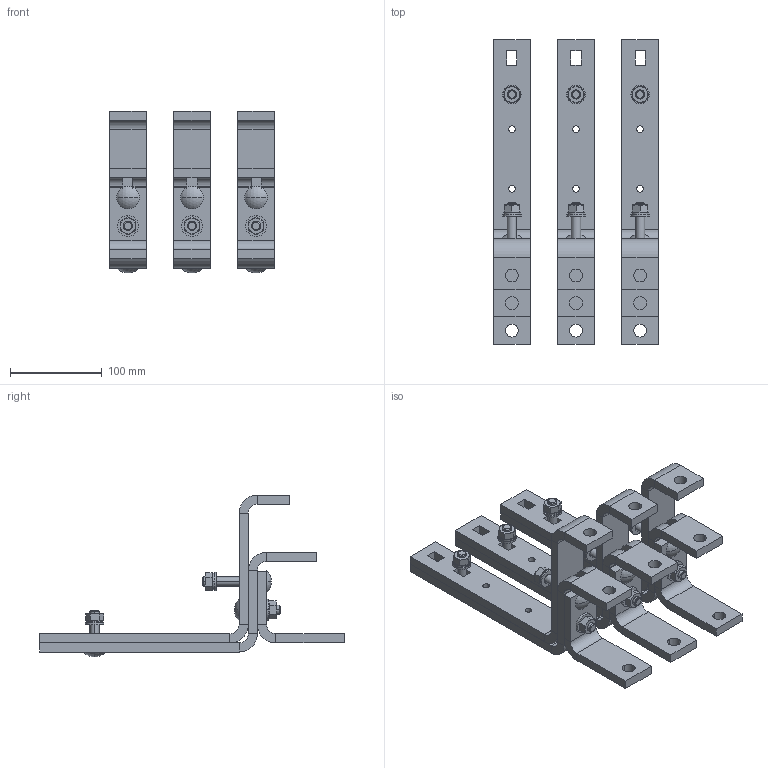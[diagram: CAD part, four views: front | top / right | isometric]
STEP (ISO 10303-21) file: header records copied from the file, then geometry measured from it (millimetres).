
FILE_DESCRIPTION(('STEP AP214'),'1');
FILE_NAME('cctmp_0956E9A2-9AD9-499C-AED2-5EC0351AF3CA_2024_05_23_13_31_41_0643..stp','2024-05-23T11:31:42',('SIEMENS A&D'),('CADClick - www.CADClick.com'),'Spatial InterOp 3D',' ','unknown authorization');
FILE_SCHEMA(('AUTOMOTIVE_DESIGN'));
Length unit declared in the file: millimetre
Products named in the file (43): cc_unnamed; 2024_05_23_13_31_41_0612; 2024_05_23_13_31_41_0581; 2024_05_23_13_31_41_0536; 2024_05_23_13_31_41_0472; 2024_05_23_13_31_41_0440; 2024_05_23_13_31_41_0409; 2024_05_23_13_31_41_0335; 2024_05_23_13_31_41_0298; 2024_05_23_13_31_41_0266; 2024_05_23_13_31_41_0197; 2024_05_23_13_31_41_0166; 2024_05_23_13_31_41_0135; 2024_05_23_13_31_41_0097; 2024_05_23_13_31_41_0035; 2024_05_23_13_31_40_0997; 2024_05_23_13_31_40_0965; 2024_05_23_13_31_40_0934; 2024_05_23_13_31_40_0865; 2024_05_23_13_31_40_0834; 2024_05_23_13_31_40_0800; 2024_05_23_13_31_40_0768; 2024_05_23_13_31_40_0690; 2024_05_23_13_31_40_0659; 2024_05_23_13_31_40_0612; 2024_05_23_13_31_40_0581; 2024_05_23_13_31_40_0518; 2024_05_23_13_31_40_0487; 2024_05_23_13_31_40_0456; 2024_05_23_13_31_40_0424; 2024_05_23_13_31_40_0362; 2024_05_23_13_31_40_0331; 2024_05_23_13_31_40_0299; 2024_05_23_13_31_40_0268; 2024_05_23_13_31_40_0190; 2024_05_23_13_31_40_0159; 2024_05_23_13_31_40_0110; 2024_05_23_13_31_40_0079; 2024_05_23_13_31_40_0048; 2024_05_23_13_31_40_0010 ...
Assembly tree (42 placements, depth 2):
  cc_unnamed
    2024_05_23_13_31_41_0612
    2024_05_23_13_31_41_0581
    2024_05_23_13_31_41_0536
    2024_05_23_13_31_41_0472
    2024_05_23_13_31_41_0440
    2024_05_23_13_31_41_0409
    2024_05_23_13_31_41_0335
    2024_05_23_13_31_41_0298
    2024_05_23_13_31_41_0266
    2024_05_23_13_31_41_0197
    2024_05_23_13_31_41_0166
    2024_05_23_13_31_41_0135
    2024_05_23_13_31_41_0097
    2024_05_23_13_31_41_0035
    2024_05_23_13_31_40_0997
    2024_05_23_13_31_40_0965
    2024_05_23_13_31_40_0934
    2024_05_23_13_31_40_0865
    2024_05_23_13_31_40_0834
    2024_05_23_13_31_40_0800
    2024_05_23_13_31_40_0768
    2024_05_23_13_31_40_0690
    2024_05_23_13_31_40_0659
    2024_05_23_13_31_40_0612
    2024_05_23_13_31_40_0581
    2024_05_23_13_31_40_0518
    2024_05_23_13_31_40_0487
    2024_05_23_13_31_40_0456
    2024_05_23_13_31_40_0424
    2024_05_23_13_31_40_0362
    2024_05_23_13_31_40_0331
    2024_05_23_13_31_40_0299
    2024_05_23_13_31_40_0268
    2024_05_23_13_31_40_0190
    2024_05_23_13_31_40_0159
    2024_05_23_13_31_40_0110
    2024_05_23_13_31_40_0079
    2024_05_23_13_31_40_0048
    2024_05_23_13_31_40_0010
    2024_05_23_13_31_39_0979
    2024_05_23_13_31_39_0947
    2024_05_23_13_31_39_0910
Bounding box: 180 x 333 x 176.88 mm (x, y, z)
Volume: 1144003.1 mm3; surface area: 346511.3 mm2
Topology: 42 solids, 42 shells, 768 faces, 1758 edges, 1095 vertices
Faces by surface type: plane 450, cylinder 192, cone 108, sphere 18
Entity records: 29138 total; most frequent: CARTESIAN_POINT 4096, DIRECTION 3800, ORIENTED_EDGE 3516, EDGE_CURVE 1758, AXIS2_PLACEMENT_3D 1339, LINE 1122, VECTOR 1122, VERTEX_POINT 1095
